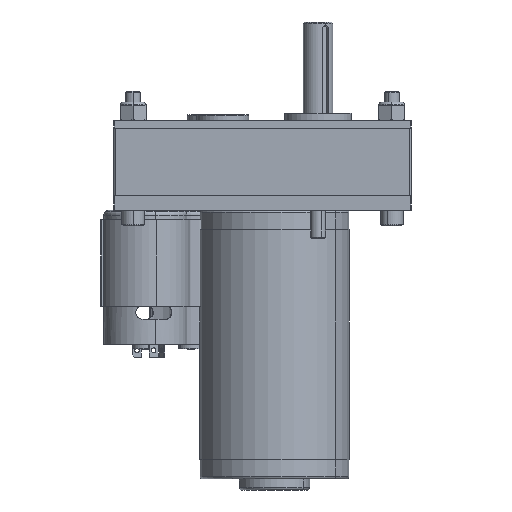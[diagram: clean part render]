
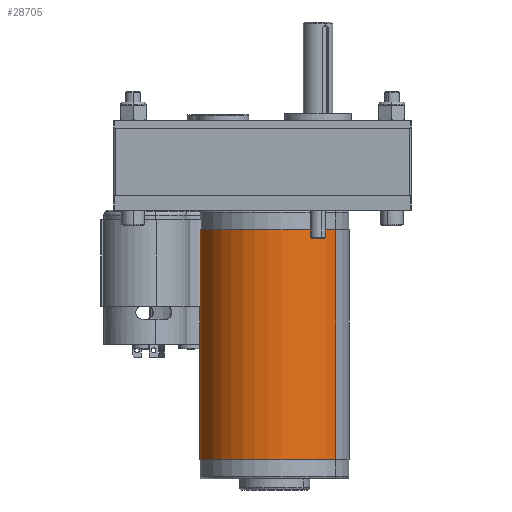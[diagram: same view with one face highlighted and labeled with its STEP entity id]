
A CAD part, front view. The second image highlights one B-rep face of the part: STEP entity #28705.
In plain terms, the highlighted cylindrical face has radius 32.004 mm (diameter 64.008 mm), a partial arc.
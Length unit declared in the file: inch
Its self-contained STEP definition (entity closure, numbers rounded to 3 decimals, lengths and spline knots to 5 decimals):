
#5071 = FACE_OUTER_BOUND ( 'NONE', #23817, .T. ) ;
#5072 = CYLINDRICAL_SURFACE ( 'NONE', #6895, 1.26 ) ;
#5758 = DIRECTION ( 'NONE',  ( 0., 0., -1. ) ) ;
#5771 = DIRECTION ( 'NONE',  ( -1., 0., 0. ) ) ;
#5787 = CARTESIAN_POINT ( 'NONE',  ( 1.4, 4.303, 0.426 ) ) ;
#6895 = AXIS2_PLACEMENT_3D ( 'NONE', #5787, #5758, #5771 ) ;
#11371 = EDGE_CURVE ( 'NONE', #29873, #29874, #37282, .T. ) ;
#11416 = EDGE_CURVE ( 'NONE', #29874, #29875, #37323, .T. ) ;
#13053 = CARTESIAN_POINT ( 'NONE',  ( 0.14, 4.303, 0.426 ) ) ;
#13054 = CARTESIAN_POINT ( 'NONE',  ( 2.66, 4.303, 0.426 ) ) ;
#13055 = CARTESIAN_POINT ( 'NONE',  ( 2.66, 4.303, -3.438 ) ) ;
#13056 = CARTESIAN_POINT ( 'NONE',  ( 0.14, 4.303, -3.438 ) ) ;
#23817 = EDGE_LOOP ( 'NONE', ( #27676, #27677, #27678, #27679 ) ) ;
#23911 = EDGE_CURVE ( 'NONE', #29873, #29872, #52158, .T. ) ;
#24075 = EDGE_CURVE ( 'NONE', #29872, #29875, #52390, .T. ) ;
#27676 = ORIENTED_EDGE ( 'NONE', *, *, #11371, .F. ) ;
#27677 = ORIENTED_EDGE ( 'NONE', *, *, #23911, .T. ) ;
#27678 = ORIENTED_EDGE ( 'NONE', *, *, #24075, .T. ) ;
#27679 = ORIENTED_EDGE ( 'NONE', *, *, #11416, .F. ) ;
#28705 = ADVANCED_FACE ( 'NONE', ( #5071 ), #5072, .T. ) ;
#29872 = VERTEX_POINT ( 'NONE', #13053 ) ;
#29873 = VERTEX_POINT ( 'NONE', #13054 ) ;
#29874 = VERTEX_POINT ( 'NONE', #13055 ) ;
#29875 = VERTEX_POINT ( 'NONE', #13056 ) ;
#37282 = LINE ( 'NONE', #37996, #37287 ) ;
#37287 = VECTOR ( 'NONE', #37998, 39.37008 ) ;
#37323 = CIRCLE ( 'NONE', #38156, 1.26 ) ;
#37996 = CARTESIAN_POINT ( 'NONE',  ( 2.66, 4.303, 0.426 ) ) ;
#37998 = DIRECTION ( 'NONE',  ( 0., 0., -1. ) ) ;
#38043 = CARTESIAN_POINT ( 'NONE',  ( 1.4, 4.303, -3.438 ) ) ;
#38047 = DIRECTION ( 'NONE',  ( 0., 0., -1. ) ) ;
#38048 = DIRECTION ( 'NONE',  ( -1., 0., 0. ) ) ;
#38156 = AXIS2_PLACEMENT_3D ( 'NONE', #38043, #38047, #38048 ) ;
#47053 = AXIS2_PLACEMENT_3D ( 'NONE', #51890, #51891, #51892 ) ;
#51890 = CARTESIAN_POINT ( 'NONE',  ( 1.4, 4.303, 0.426 ) ) ;
#51891 = DIRECTION ( 'NONE',  ( 0., 0., -1. ) ) ;
#51892 = DIRECTION ( 'NONE',  ( -1., 0., 0. ) ) ;
#52158 = CIRCLE ( 'NONE', #47053, 1.26 ) ;
#52390 = LINE ( 'NONE', #53238, #52391 ) ;
#52391 = VECTOR ( 'NONE', #53239, 39.37008 ) ;
#53238 = CARTESIAN_POINT ( 'NONE',  ( 0.14, 4.303, 0.426 ) ) ;
#53239 = DIRECTION ( 'NONE',  ( 0., 0., -1. ) ) ;
